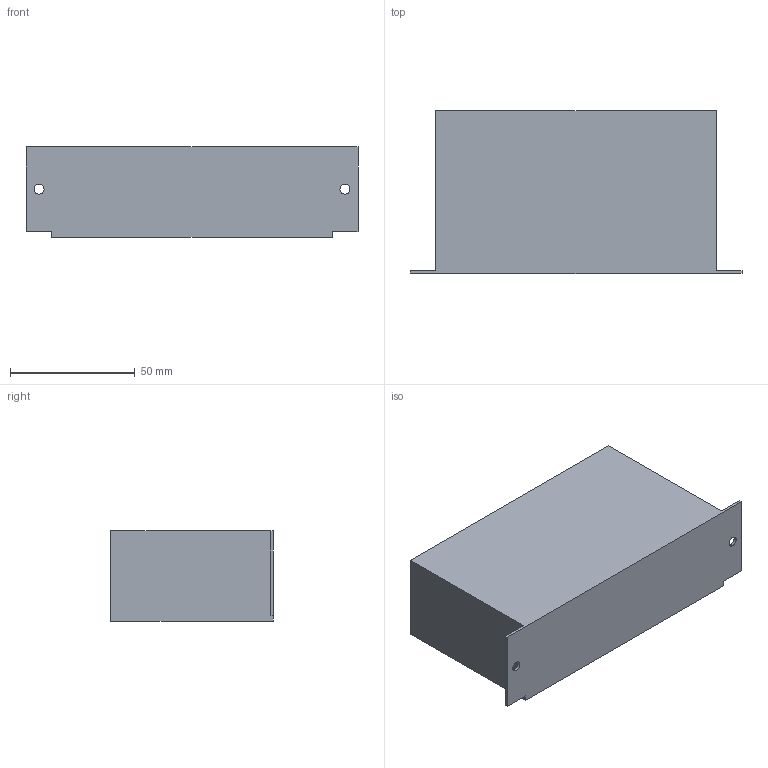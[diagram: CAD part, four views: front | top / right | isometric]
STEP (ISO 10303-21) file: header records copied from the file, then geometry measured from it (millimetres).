
FILE_DESCRIPTION(/* description */ (''),/* implementation_level */ '2;1');
FILE_NAME(/* name */ 'USBG-7Du2i.stp',/* time_stamp */ '2016-07-27T09:10:34-04:00',/* author */ ('Kieran'),/* organization */ (''),/* preprocessor_version */ 'ST-DEVELOPER v15.6',/* originating_system */ 'Autodesk Inventor 2015',/* authorisation */ '');
FILE_SCHEMA (('AUTOMOTIVE_DESIGN { 1 0 10303 214 3 1 1 }'));
Length unit declared in the file: millimetre
Products named in the file (1): USBG-7Du2i
Bounding box: 133.2 x 65.35 x 36.25 mm (x, y, z)
Volume: 262524.6 mm3; surface area: 33352.6 mm2
Topology: 1 solids, 1 shells, 111 faces, 267 edges, 178 vertices
Faces by surface type: plane 105, cylinder 6
Full cylindrical faces by diameter (mm): 1.25 x2, 4 x2
Entity records: 3185 total; most frequent: CARTESIAN_POINT 553, ORIENTED_EDGE 526, DIRECTION 499, EDGE_CURVE 263, LINE 251, VECTOR 251, VERTEX_POINT 178, EDGE_LOOP 139
